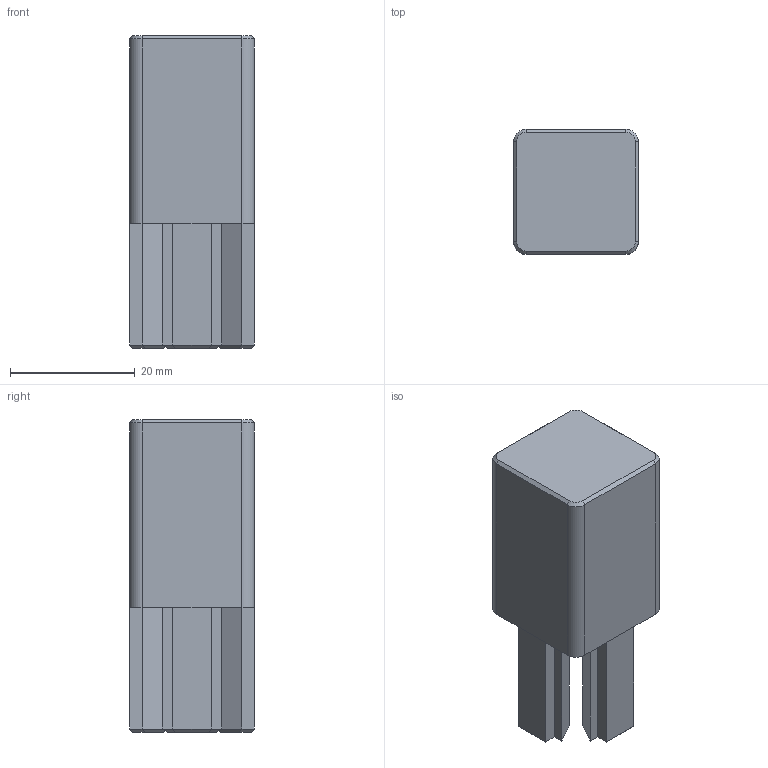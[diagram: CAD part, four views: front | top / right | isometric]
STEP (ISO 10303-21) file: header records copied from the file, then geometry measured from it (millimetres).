
FILE_DESCRIPTION(('FreeCAD Model'),'2;1');
FILE_NAME('Open CASCADE Shape Model','2023-10-31T22:09:15',(''),(''), 'Open CASCADE STEP processor 7.6','FreeCAD','Unknown');
FILE_SCHEMA(('AUTOMOTIVE_DESIGN { 1 0 10303 214 1 1 1 1 }'));
Length unit declared in the file: millimetre
Products named in the file (1): 6.2mm
Bounding box: 20 x 20 x 50 mm (x, y, z)
Volume: 15186.5 mm3; surface area: 5247.3 mm2
Topology: 1 solids, 1 shells, 86 faces, 204 edges, 120 vertices
Faces by surface type: plane 78, cylinder 4, cone 4
Entity records: 2398 total; most frequent: CARTESIAN_POINT 411, ORIENTED_EDGE 408, DIRECTION 390, EDGE_CURVE 204, LINE 192, VECTOR 192, VERTEX_POINT 120, AXIS2_PLACEMENT_3D 99
